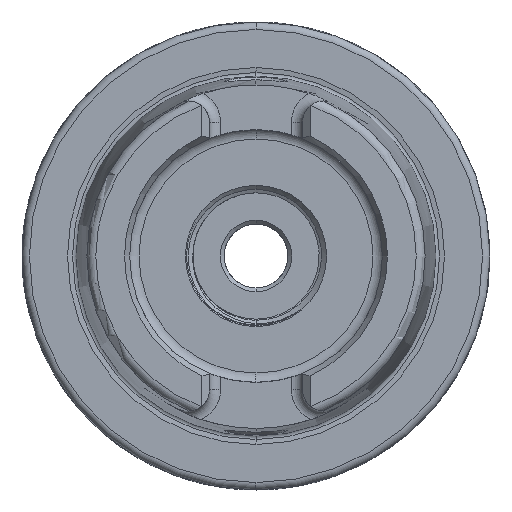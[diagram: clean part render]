
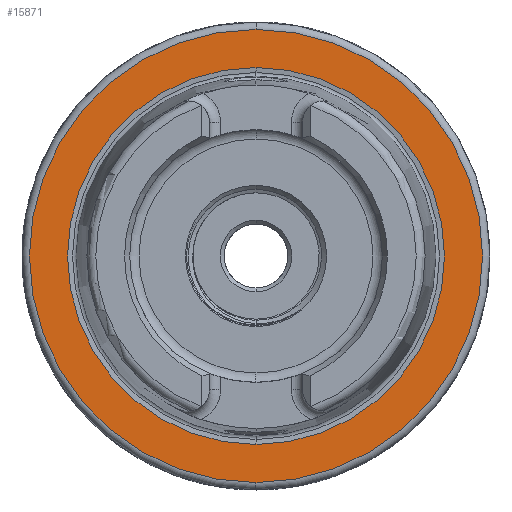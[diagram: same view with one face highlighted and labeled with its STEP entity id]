
A CAD part, left-side view. The second image highlights one B-rep face of the part: STEP entity #15871.
In plain terms, the highlighted planar face has unit normal (-1, 0, 0).
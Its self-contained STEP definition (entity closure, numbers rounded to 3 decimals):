
#24 = EDGE_CURVE ( 'NONE', #16566, #16565, #17338, .T. ) ;
#35 = EDGE_CURVE ( 'NONE', #16562, #16561, #17343, .T. ) ;
#3747 = AXIS2_PLACEMENT_3D ( 'NONE', #16834, #16835, #16836 ) ;
#3796 = AXIS2_PLACEMENT_3D ( 'NONE', #8019, #8020, #8021 ) ;
#3797 = AXIS2_PLACEMENT_3D ( 'NONE', #8016, #8017, #8018 ) ;
#3943 = FACE_OUTER_BOUND ( 'NONE', #16492, .T. ) ;
#3946 = FACE_BOUND ( 'NONE', #16491, .T. ) ;
#3948 = AXIS2_PLACEMENT_3D ( 'NONE', #8513, #8514, #8515 ) ;
#6449 = ORIENTED_EDGE ( 'NONE', *, *, #35, .T. ) ;
#6450 = ORIENTED_EDGE ( 'NONE', *, *, #15803, .T. ) ;
#6451 = ORIENTED_EDGE ( 'NONE', *, *, #15802, .T. ) ;
#6452 = ORIENTED_EDGE ( 'NONE', *, *, #24, .T. ) ;
#7787 = AXIS2_PLACEMENT_3D ( 'NONE', #16864, #16868, #16869 ) ;
#8016 = CARTESIAN_POINT ( 'NONE',  ( 0., 0., 0. ) ) ;
#8017 = DIRECTION ( 'NONE',  ( 1., 0., 0. ) ) ;
#8018 = DIRECTION ( 'NONE',  ( 0., 0., -1. ) ) ;
#8019 = CARTESIAN_POINT ( 'NONE',  ( 0., 0., 0. ) ) ;
#8020 = DIRECTION ( 'NONE',  ( -1., 0., 0. ) ) ;
#8021 = DIRECTION ( 'NONE',  ( 0., 0., 1. ) ) ;
#8512 = PLANE ( 'NONE',  #3948 ) ;
#8513 = CARTESIAN_POINT ( 'NONE',  ( 0., 25.369, 0. ) ) ;
#8514 = DIRECTION ( 'NONE',  ( -1., 0., 0. ) ) ;
#8515 = DIRECTION ( 'NONE',  ( 0., 0., 1. ) ) ;
#11738 = CARTESIAN_POINT ( 'NONE',  ( 0., 0., -30.5 ) ) ;
#11739 = CARTESIAN_POINT ( 'NONE',  ( 0., 0., 30.5 ) ) ;
#11742 = CARTESIAN_POINT ( 'NONE',  ( 0., 0., -25.369 ) ) ;
#11743 = CARTESIAN_POINT ( 'NONE',  ( 0., 0., 25.369 ) ) ;
#15802 = EDGE_CURVE ( 'NONE', #16565, #16566, #17460, .T. ) ;
#15803 = EDGE_CURVE ( 'NONE', #16561, #16562, #17461, .T. ) ;
#15871 = ADVANCED_FACE ( 'NONE', ( #3943, #3946 ), #8512, .T. ) ;
#16491 = EDGE_LOOP ( 'NONE', ( #6452, #6451 ) ) ;
#16492 = EDGE_LOOP ( 'NONE', ( #6449, #6450 ) ) ;
#16561 = VERTEX_POINT ( 'NONE', #11738 ) ;
#16562 = VERTEX_POINT ( 'NONE', #11739 ) ;
#16565 = VERTEX_POINT ( 'NONE', #11742 ) ;
#16566 = VERTEX_POINT ( 'NONE', #11743 ) ;
#16834 = CARTESIAN_POINT ( 'NONE',  ( 0., 0., 0. ) ) ;
#16835 = DIRECTION ( 'NONE',  ( 1., 0., 0. ) ) ;
#16836 = DIRECTION ( 'NONE',  ( 0., 0., -1. ) ) ;
#16864 = CARTESIAN_POINT ( 'NONE',  ( 0., 0., 0. ) ) ;
#16868 = DIRECTION ( 'NONE',  ( -1., 0., 0. ) ) ;
#16869 = DIRECTION ( 'NONE',  ( 0., 0., 1. ) ) ;
#17338 = CIRCLE ( 'NONE', #3747, 25.369 ) ;
#17343 = CIRCLE ( 'NONE', #7787, 30.5 ) ;
#17460 = CIRCLE ( 'NONE', #3797, 25.369 ) ;
#17461 = CIRCLE ( 'NONE', #3796, 30.5 ) ;
